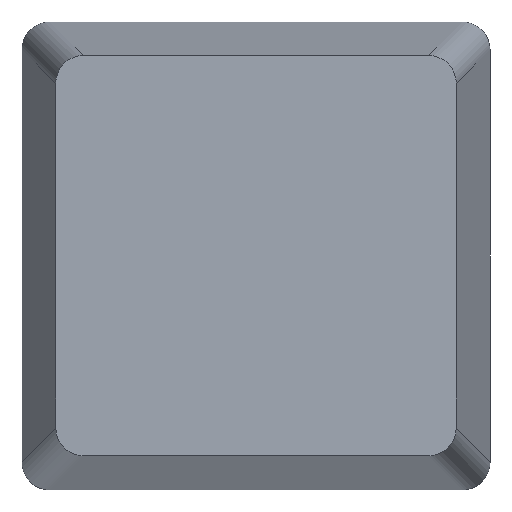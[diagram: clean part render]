
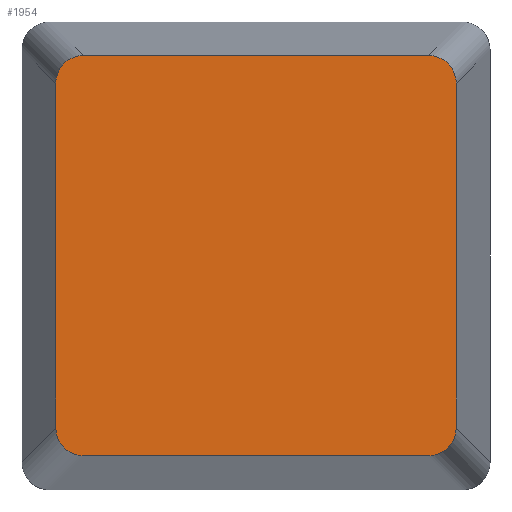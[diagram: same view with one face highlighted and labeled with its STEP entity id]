
A CAD part, top view. The second image highlights one B-rep face of the part: STEP entity #1954.
In plain terms, the highlighted planar face has unit normal (0, 0, 1).
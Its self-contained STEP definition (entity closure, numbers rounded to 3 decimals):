
#1764 = VERTEX_POINT('',#1765);
#1765 = CARTESIAN_POINT('',(-7.1,-6.115,
    6.8));
#1771 = EDGE_CURVE('',#1772,#1764,#1774,.T.);
#1772 = VERTEX_POINT('',#1773);
#1773 = CARTESIAN_POINT('',(-7.1,6.115,
    6.8));
#1774 = LINE('',#1775,#1776);
#1775 = CARTESIAN_POINT('',(-7.1,7.1,
    6.8));
#1776 = VECTOR('',#1777,1.);
#1777 = DIRECTION('',(0.,-1.,0.));
#1795 = EDGE_CURVE('',#1796,#1772,#1798,.T.);
#1796 = VERTEX_POINT('',#1797);
#1797 = CARTESIAN_POINT('',(-6.115,7.1,
    6.8));
#1798 = ELLIPSE('',#1799,1.031,1.);
#1799 = AXIS2_PLACEMENT_3D('',#1800,#1801,#1802);
#1800 = CARTESIAN_POINT('',(-6.085,6.085,
    6.8));
#1801 = DIRECTION('',(-0.,0.,1.));
#1802 = DIRECTION('',(0.707,-0.707,0.));
#1818 = EDGE_CURVE('',#1764,#1819,#1821,.T.);
#1819 = VERTEX_POINT('',#1820);
#1820 = CARTESIAN_POINT('',(-6.115,-7.1,
    6.8));
#1821 = ELLIPSE('',#1822,1.031,1.);
#1822 = AXIS2_PLACEMENT_3D('',#1823,#1824,#1825);
#1823 = CARTESIAN_POINT('',(-6.085,-6.085,
    6.8));
#1824 = DIRECTION('',(0.,0.,1.));
#1825 = DIRECTION('',(-0.707,-0.707,0.));
#1843 = EDGE_CURVE('',#1844,#1796,#1846,.T.);
#1844 = VERTEX_POINT('',#1845);
#1845 = CARTESIAN_POINT('',(6.115,7.1,6.8
    ));
#1846 = LINE('',#1847,#1848);
#1847 = CARTESIAN_POINT('',(7.1,7.1,6.8
    ));
#1848 = VECTOR('',#1849,1.);
#1849 = DIRECTION('',(-1.,0.,0.));
#1869 = VERTEX_POINT('',#1870);
#1870 = CARTESIAN_POINT('',(6.115,-7.1,
    6.8));
#1876 = EDGE_CURVE('',#1869,#1819,#1877,.T.);
#1877 = LINE('',#1878,#1879);
#1878 = CARTESIAN_POINT('',(7.1,-7.1,
    6.8));
#1879 = VECTOR('',#1880,1.);
#1880 = DIRECTION('',(-1.,0.,0.));
#1891 = EDGE_CURVE('',#1844,#1892,#1894,.T.);
#1892 = VERTEX_POINT('',#1893);
#1893 = CARTESIAN_POINT('',(7.1,6.115,6.8
    ));
#1894 = ELLIPSE('',#1895,1.031,1.);
#1895 = AXIS2_PLACEMENT_3D('',#1896,#1897,#1898);
#1896 = CARTESIAN_POINT('',(6.085,6.085,6.8
    ));
#1897 = DIRECTION('',(0.,0.,-1.));
#1898 = DIRECTION('',(0.707,0.707,0.));
#1918 = EDGE_CURVE('',#1919,#1869,#1921,.T.);
#1919 = VERTEX_POINT('',#1920);
#1920 = CARTESIAN_POINT('',(7.1,-6.115,
    6.8));
#1921 = ELLIPSE('',#1922,1.031,1.);
#1922 = AXIS2_PLACEMENT_3D('',#1923,#1924,#1925);
#1923 = CARTESIAN_POINT('',(6.085,-6.085,
    6.8));
#1924 = DIRECTION('',(0.,0.,-1.));
#1925 = DIRECTION('',(-0.707,0.707,0.));
#1941 = EDGE_CURVE('',#1892,#1919,#1942,.T.);
#1942 = LINE('',#1943,#1944);
#1943 = CARTESIAN_POINT('',(7.1,7.1,6.8
    ));
#1944 = VECTOR('',#1945,1.);
#1945 = DIRECTION('',(0.,-1.,0.));
#1954 = ADVANCED_FACE('',(#1955),#1965,.T.);
#1955 = FACE_BOUND('',#1956,.T.);
#1956 = EDGE_LOOP('',(#1957,#1958,#1959,#1960,#1961,#1962,#1963,#1964));
#1957 = ORIENTED_EDGE('',*,*,#1876,.F.);
#1958 = ORIENTED_EDGE('',*,*,#1918,.F.);
#1959 = ORIENTED_EDGE('',*,*,#1941,.F.);
#1960 = ORIENTED_EDGE('',*,*,#1891,.F.);
#1961 = ORIENTED_EDGE('',*,*,#1843,.T.);
#1962 = ORIENTED_EDGE('',*,*,#1795,.T.);
#1963 = ORIENTED_EDGE('',*,*,#1771,.T.);
#1964 = ORIENTED_EDGE('',*,*,#1818,.T.);
#1965 = PLANE('',#1966);
#1966 = AXIS2_PLACEMENT_3D('',#1967,#1968,#1969);
#1967 = CARTESIAN_POINT('',(0.,0.,6.8));
#1968 = DIRECTION('',(0.,0.,1.));
#1969 = DIRECTION('',(1.,0.,0.));
